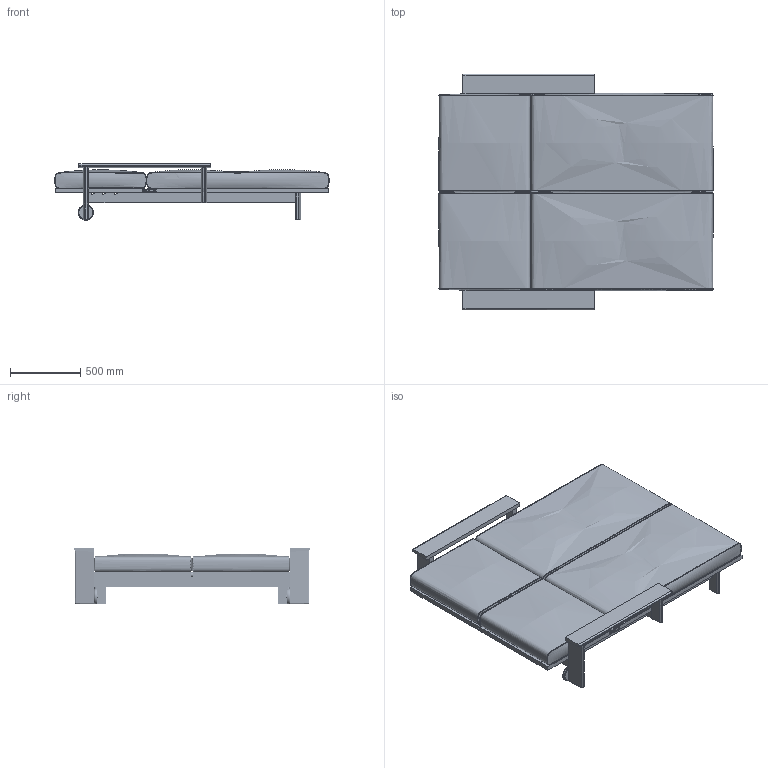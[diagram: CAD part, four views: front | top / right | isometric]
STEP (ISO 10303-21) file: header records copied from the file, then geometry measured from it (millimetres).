
FILE_DESCRIPTION(/* description */ (''),/* implementation_level */ '2;1');
FILE_NAME(/* name */ 'Rail_CB-496_3D',/* time_stamp */ '2023-10-06T12:54:01+02:00',/* author */ (''),/* organization */ (''),/* preprocessor_version */ 'ST-DEVELOPER v16.5',/* originating_system */ 'Rhino 7.31',/* authorisation */ '');
FILE_SCHEMA (('AUTOMOTIVE_DESIGN'));
Length unit declared in the file: centimetre
Products named in the file (2): Document; Rail_CB-496
Assembly tree (1 placements, depth 2):
  Document
    Rail_CB-496
Bounding box: 1954.14 x 1680 x 403 mm (x, y, z)
Volume: 85317094.5 mm3; surface area: 15515572.4 mm2
Topology: 105 solids, 117 shells, 862 faces, 1870 edges, 1214 vertices
Faces by surface type: plane 610, cylinder 140, bspline 112
Full cylindrical faces by diameter (mm): 4 x12, 5 x8, 8 x10, 8.5 x4, 10 x4, 14 x4, 18 x2, 25 x2, 100 x4, 110 x2
Entity records: 50500 total; most frequent: CARTESIAN_POINT 36239, ORIENTED_EDGE 3724, EDGE_CURVE 1870, VERTEX_POINT 1214, B_SPLINE_CURVE_WITH_KNOTS 1136, EDGE_LOOP 922, ADVANCED_FACE 862, FACE_OUTER_BOUND 862
